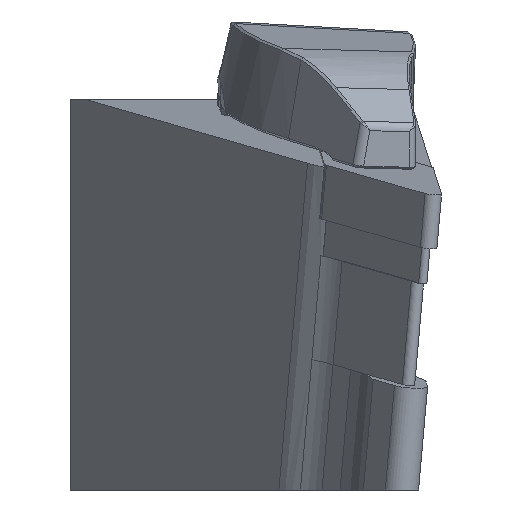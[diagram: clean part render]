
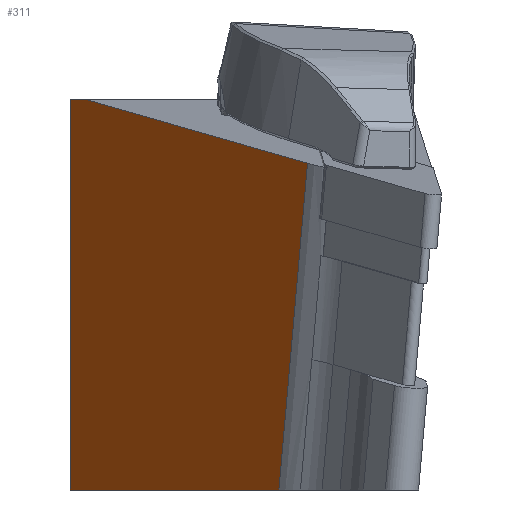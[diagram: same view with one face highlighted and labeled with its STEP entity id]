
A CAD part, left-side view. The second image highlights one B-rep face of the part: STEP entity #311.
In plain terms, the highlighted planar face has unit normal (-0.618, 0.785, -0.03).
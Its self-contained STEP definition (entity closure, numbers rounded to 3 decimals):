
#311=ADVANCED_FACE('',(#510),#441,.T.);
#441=PLANE('',#2387);
#510=FACE_OUTER_BOUND('',#644,.T.);
#644=EDGE_LOOP('',(#847,#848,#849,#850,#851));
#847=ORIENTED_EDGE('',*,*,#1692,.T.);
#848=ORIENTED_EDGE('',*,*,#1736,.T.);
#849=ORIENTED_EDGE('',*,*,#1737,.F.);
#850=ORIENTED_EDGE('',*,*,#1738,.F.);
#851=ORIENTED_EDGE('',*,*,#1709,.F.);
#1473=VERTEX_POINT('',#3056);
#1474=VERTEX_POINT('',#3058);
#1489=VERTEX_POINT('',#3121);
#1509=VERTEX_POINT('',#3194);
#1510=VERTEX_POINT('',#3196);
#1692=EDGE_CURVE('',#1474,#1473,#2030,.T.);
#1709=EDGE_CURVE('',#1474,#1489,#2041,.T.);
#1736=EDGE_CURVE('',#1473,#1509,#2056,.T.);
#1737=EDGE_CURVE('',#1510,#1509,#2057,.T.);
#1738=EDGE_CURVE('',#1489,#1510,#2058,.T.);
#2030=LINE('',#3057,#2199);
#2041=LINE('',#3120,#2210);
#2056=LINE('',#3193,#2225);
#2057=LINE('',#3195,#2226);
#2058=LINE('',#3197,#2227);
#2199=VECTOR('',#2553,1.);
#2210=VECTOR('',#2572,1.);
#2225=VECTOR('',#2611,1.);
#2226=VECTOR('',#2612,1.);
#2227=VECTOR('',#2613,1.);
#2387=AXIS2_PLACEMENT_3D('',#3198,#2614,#2615);
#2553=DIRECTION('',(0.77,0.613,0.176));
#2572=DIRECTION('',(0.156,0.086,-0.984));
#2611=DIRECTION('',(0.786,0.619,0.));
#2612=DIRECTION('',(-0.048,0.,0.999));
#2613=DIRECTION('',(0.786,0.619,0.));
#2614=DIRECTION('',(-0.618,0.785,-0.03));
#2615=DIRECTION('',(-0.786,-0.619,0.));
#3056=CARTESIAN_POINT('',(38.518,-1.357,8.5));
#3057=CARTESIAN_POINT('',(-12.863,-42.249,-3.247));
#3058=CARTESIAN_POINT('',(14.648,-20.354,3.043));
#3120=CARTESIAN_POINT('',(17.261,-18.916,-13.389));
#3121=CARTESIAN_POINT('',(19.107,-17.9,-25.));
#3193=CARTESIAN_POINT('',(186.354,115.027,8.5));
#3194=CARTESIAN_POINT('',(40.241,0.,8.5));
#3195=CARTESIAN_POINT('',(41.016,0.,-7.683));
#3196=CARTESIAN_POINT('',(41.844,0.,-25.));
#3197=CARTESIAN_POINT('',(35.932,-4.654,-25.));
#3198=CARTESIAN_POINT('',(186.048,115.415,25.199));
